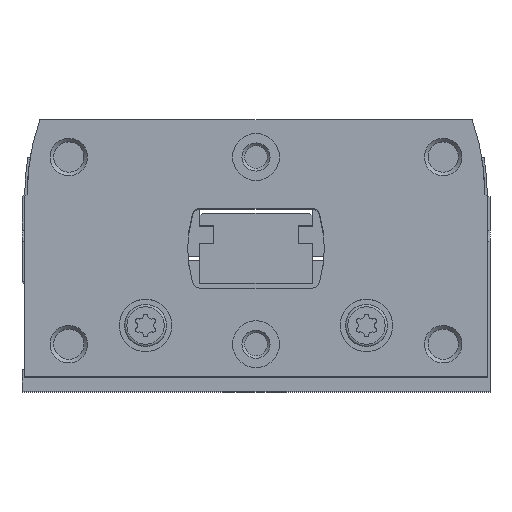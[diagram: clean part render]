
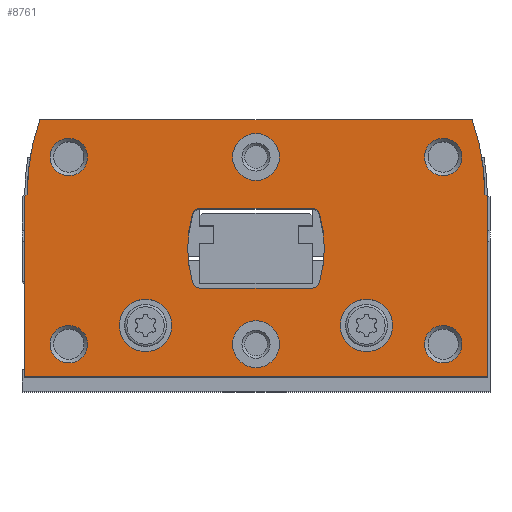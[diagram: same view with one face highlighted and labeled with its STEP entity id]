
A CAD part, top view. The second image highlights one B-rep face of the part: STEP entity #8761.
In plain terms, the highlighted planar face has unit normal (0, 0, 1).
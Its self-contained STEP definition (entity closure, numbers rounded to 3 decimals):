
#403=LINE('',#13563,#889);
#408=LINE('',#13573,#894);
#426=LINE('',#13619,#912);
#432=LINE('',#13631,#918);
#446=LINE('',#13704,#932);
#448=LINE('',#13707,#934);
#449=LINE('',#13735,#935);
#450=LINE('',#13755,#936);
#889=VECTOR('',#11146,1000.);
#894=VECTOR('',#11153,1000.);
#912=VECTOR('',#11189,1000.);
#918=VECTOR('',#11199,1000.);
#932=VECTOR('',#11255,1000.);
#934=VECTOR('',#11259,1000.);
#935=VECTOR('',#11288,1000.);
#936=VECTOR('',#11309,1000.);
#1191=PLANE('',#9509);
#2331=ORIENTED_EDGE('',*,*,#3878,.F.);
#2332=ORIENTED_EDGE('',*,*,#3879,.F.);
#2333=ORIENTED_EDGE('',*,*,#3880,.T.);
#2334=ORIENTED_EDGE('',*,*,#3881,.T.);
#2335=ORIENTED_EDGE('',*,*,#3882,.T.);
#2336=ORIENTED_EDGE('',*,*,#3883,.T.);
#2337=ORIENTED_EDGE('',*,*,#3884,.T.);
#2338=ORIENTED_EDGE('',*,*,#3885,.T.);
#2339=ORIENTED_EDGE('',*,*,#3843,.F.);
#2340=ORIENTED_EDGE('',*,*,#3861,.F.);
#2341=ORIENTED_EDGE('',*,*,#3856,.F.);
#2342=ORIENTED_EDGE('',*,*,#3852,.F.);
#2343=ORIENTED_EDGE('',*,*,#3886,.F.);
#2344=ORIENTED_EDGE('',*,*,#3887,.F.);
#2345=ORIENTED_EDGE('',*,*,#3888,.F.);
#2346=ORIENTED_EDGE('',*,*,#3846,.F.);
#2347=ORIENTED_EDGE('',*,*,#3829,.T.);
#2348=ORIENTED_EDGE('',*,*,#3823,.T.);
#2349=ORIENTED_EDGE('',*,*,#3863,.T.);
#2350=ORIENTED_EDGE('',*,*,#3794,.T.);
#2351=ORIENTED_EDGE('',*,*,#3799,.T.);
#2352=ORIENTED_EDGE('',*,*,#3803,.T.);
#2353=ORIENTED_EDGE('',*,*,#3877,.T.);
#2354=ORIENTED_EDGE('',*,*,#3835,.T.);
#3794=EDGE_CURVE('',#4668,#4667,#403,.T.);
#3799=EDGE_CURVE('',#4667,#4671,#408,.T.);
#3803=EDGE_CURVE('',#4671,#4673,#5217,.T.);
#3823=EDGE_CURVE('',#4688,#4690,#426,.T.);
#3829=EDGE_CURVE('',#4694,#4688,#432,.T.);
#3835=EDGE_CURVE('',#4699,#4694,#5223,.T.);
#3843=EDGE_CURVE('',#4704,#4705,#5227,.T.);
#3846=EDGE_CURVE('',#4705,#4706,#5228,.T.);
#3852=EDGE_CURVE('',#4710,#4711,#5231,.T.);
#3856=EDGE_CURVE('',#4711,#4714,#5233,.T.);
#3861=EDGE_CURVE('',#4714,#4704,#446,.T.);
#3863=EDGE_CURVE('',#4690,#4668,#448,.T.);
#3877=EDGE_CURVE('',#4673,#4699,#449,.T.);
#3878=EDGE_CURVE('',#4730,#4730,#5249,.T.);
#3879=EDGE_CURVE('',#4731,#4731,#5250,.T.);
#3880=EDGE_CURVE('',#4732,#4732,#5251,.T.);
#3881=EDGE_CURVE('',#4733,#4733,#5252,.T.);
#3882=EDGE_CURVE('',#4734,#4734,#5253,.T.);
#3883=EDGE_CURVE('',#4735,#4735,#5254,.T.);
#3884=EDGE_CURVE('',#4736,#4736,#5255,.T.);
#3885=EDGE_CURVE('',#4737,#4737,#5256,.T.);
#3886=EDGE_CURVE('',#4738,#4710,#5257,.T.);
#3887=EDGE_CURVE('',#4739,#4738,#450,.T.);
#3888=EDGE_CURVE('',#4706,#4739,#5258,.T.);
#4667=VERTEX_POINT('',#13562);
#4668=VERTEX_POINT('',#13564);
#4671=VERTEX_POINT('',#13572);
#4673=VERTEX_POINT('',#13579);
#4688=VERTEX_POINT('',#13613);
#4690=VERTEX_POINT('',#13618);
#4694=VERTEX_POINT('',#13629);
#4699=VERTEX_POINT('',#13644);
#4704=VERTEX_POINT('',#13660);
#4705=VERTEX_POINT('',#13662);
#4706=VERTEX_POINT('',#13670);
#4710=VERTEX_POINT('',#13683);
#4711=VERTEX_POINT('',#13685);
#4714=VERTEX_POINT('',#13696);
#4730=VERTEX_POINT('',#13738);
#4731=VERTEX_POINT('',#13740);
#4732=VERTEX_POINT('',#13742);
#4733=VERTEX_POINT('',#13744);
#4734=VERTEX_POINT('',#13746);
#4735=VERTEX_POINT('',#13748);
#4736=VERTEX_POINT('',#13750);
#4737=VERTEX_POINT('',#13752);
#4738=VERTEX_POINT('',#13754);
#4739=VERTEX_POINT('',#13756);
#5217=CIRCLE('',#9464,24.);
#5223=CIRCLE('',#9476,24.);
#5227=CIRCLE('',#9481,0.8);
#5228=CIRCLE('',#9483,13.);
#5231=CIRCLE('',#9487,13.);
#5233=CIRCLE('',#9490,0.8);
#5249=CIRCLE('',#9510,2.8);
#5250=CIRCLE('',#9511,2.8);
#5251=CIRCLE('',#9512,2.5);
#5252=CIRCLE('',#9513,2.5);
#5253=CIRCLE('',#9514,2.);
#5254=CIRCLE('',#9515,2.);
#5255=CIRCLE('',#9516,2.);
#5256=CIRCLE('',#9517,2.);
#5257=CIRCLE('',#9518,0.8);
#5258=CIRCLE('',#9519,0.8);
#5804=EDGE_LOOP('',(#2331));
#5805=EDGE_LOOP('',(#2332));
#5806=EDGE_LOOP('',(#2333));
#5807=EDGE_LOOP('',(#2334));
#5808=EDGE_LOOP('',(#2335));
#5809=EDGE_LOOP('',(#2336));
#5810=EDGE_LOOP('',(#2337));
#5811=EDGE_LOOP('',(#2338));
#5812=EDGE_LOOP('',(#2339,#2340,#2341,#2342,#2343,#2344,#2345,#2346));
#5813=EDGE_LOOP('',(#2347,#2348,#2349,#2350,#2351,#2352,#2353,#2354));
#6486=FACE_BOUND('',#5804,.T.);
#6487=FACE_BOUND('',#5805,.T.);
#6488=FACE_BOUND('',#5806,.T.);
#6489=FACE_BOUND('',#5807,.T.);
#6490=FACE_BOUND('',#5808,.T.);
#6491=FACE_BOUND('',#5809,.T.);
#6492=FACE_BOUND('',#5810,.T.);
#6493=FACE_BOUND('',#5811,.T.);
#6494=FACE_BOUND('',#5812,.T.);
#6495=FACE_BOUND('',#5813,.T.);
#8761=ADVANCED_FACE('',(#6486,#6487,#6488,#6489,#6490,#6491,#6492,#6493,
#6494,#6495),#1191,.T.);
#9464=AXIS2_PLACEMENT_3D('',#13580,#11160,#11161);
#9476=AXIS2_PLACEMENT_3D('',#13643,#11210,#11211);
#9481=AXIS2_PLACEMENT_3D('',#13661,#11223,#11224);
#9483=AXIS2_PLACEMENT_3D('',#13669,#11228,#11229);
#9487=AXIS2_PLACEMENT_3D('',#13684,#11238,#11239);
#9490=AXIS2_PLACEMENT_3D('',#13695,#11245,#11246);
#9509=AXIS2_PLACEMENT_3D('',#13736,#11289,#11290);
#9510=AXIS2_PLACEMENT_3D('',#13737,#11291,#11292);
#9511=AXIS2_PLACEMENT_3D('',#13739,#11293,#11294);
#9512=AXIS2_PLACEMENT_3D('',#13741,#11295,#11296);
#9513=AXIS2_PLACEMENT_3D('',#13743,#11297,#11298);
#9514=AXIS2_PLACEMENT_3D('',#13745,#11299,#11300);
#9515=AXIS2_PLACEMENT_3D('',#13747,#11301,#11302);
#9516=AXIS2_PLACEMENT_3D('',#13749,#11303,#11304);
#9517=AXIS2_PLACEMENT_3D('',#13751,#11305,#11306);
#9518=AXIS2_PLACEMENT_3D('',#13753,#11307,#11308);
#9519=AXIS2_PLACEMENT_3D('',#13757,#11310,#11311);
#11146=DIRECTION('',(0.,1.,0.));
#11153=DIRECTION('',(-0.866,0.5,0.));
#11160=DIRECTION('',(0.,0.,1.));
#11161=DIRECTION('',(1.,0.,0.));
#11189=DIRECTION('',(0.,-1.,0.));
#11199=DIRECTION('',(-0.866,-0.5,0.));
#11210=DIRECTION('',(0.,0.,1.));
#11211=DIRECTION('',(1.,0.,0.));
#11223=DIRECTION('',(0.,0.,1.));
#11224=DIRECTION('',(1.,0.,0.));
#11228=DIRECTION('',(0.,0.,1.));
#11229=DIRECTION('',(1.,0.,0.));
#11238=DIRECTION('',(0.,0.,1.));
#11239=DIRECTION('',(1.,0.,0.));
#11245=DIRECTION('',(0.,0.,1.));
#11246=DIRECTION('',(1.,0.,0.));
#11255=DIRECTION('',(-1.,0.,0.));
#11259=DIRECTION('',(1.,0.,0.));
#11288=DIRECTION('',(-1.,0.,0.));
#11289=DIRECTION('',(0.,0.,1.));
#11290=DIRECTION('',(1.,0.,0.));
#11291=DIRECTION('',(0.,0.,1.));
#11292=DIRECTION('',(1.,0.,0.));
#11293=DIRECTION('',(0.,0.,1.));
#11294=DIRECTION('',(1.,0.,0.));
#11295=DIRECTION('',(0.,0.,-1.));
#11296=DIRECTION('',(-1.,0.,0.));
#11297=DIRECTION('',(0.,0.,-1.));
#11298=DIRECTION('',(-1.,0.,0.));
#11299=DIRECTION('',(0.,0.,-1.));
#11300=DIRECTION('',(-1.,0.,0.));
#11301=DIRECTION('',(0.,0.,-1.));
#11302=DIRECTION('',(-1.,0.,0.));
#11303=DIRECTION('',(0.,0.,-1.));
#11304=DIRECTION('',(-1.,0.,0.));
#11305=DIRECTION('',(0.,0.,-1.));
#11306=DIRECTION('',(-1.,0.,0.));
#11307=DIRECTION('',(0.,0.,1.));
#11308=DIRECTION('',(1.,0.,0.));
#11309=DIRECTION('',(1.,0.,0.));
#11310=DIRECTION('',(0.,0.,1.));
#11311=DIRECTION('',(1.,0.,0.));
#13562=CARTESIAN_POINT('',(24.75,19.327,0.));
#13563=CARTESIAN_POINT('',(24.75,0.,0.));
#13564=CARTESIAN_POINT('',(24.75,0.,0.));
#13572=CARTESIAN_POINT('',(24.45,19.5,0.));
#13573=CARTESIAN_POINT('',(24.75,19.327,0.));
#13579=CARTESIAN_POINT('',(23.077,27.5,0.));
#13580=CARTESIAN_POINT('',(0.45,19.5,0.));
#13613=CARTESIAN_POINT('',(-24.75,19.327,0.));
#13618=CARTESIAN_POINT('',(-24.75,0.,0.));
#13619=CARTESIAN_POINT('',(-24.75,19.327,0.));
#13629=CARTESIAN_POINT('',(-24.45,19.5,0.));
#13631=CARTESIAN_POINT('',(-24.45,19.5,0.));
#13643=CARTESIAN_POINT('',(-0.45,19.5,0.));
#13644=CARTESIAN_POINT('',(-23.077,27.5,0.));
#13660=CARTESIAN_POINT('',(-6.002,18.,0.));
#13661=CARTESIAN_POINT('',(-6.002,17.2,0.));
#13662=CARTESIAN_POINT('',(-6.769,17.426,0.));
#13669=CARTESIAN_POINT('',(5.7,13.75,0.));
#13670=CARTESIAN_POINT('',(-6.769,10.074,0.));
#13683=CARTESIAN_POINT('',(6.769,10.074,0.));
#13684=CARTESIAN_POINT('',(-5.7,13.75,0.));
#13685=CARTESIAN_POINT('',(6.769,17.426,0.));
#13695=CARTESIAN_POINT('',(6.002,17.2,0.));
#13696=CARTESIAN_POINT('',(6.002,18.,0.));
#13704=CARTESIAN_POINT('',(6.002,18.,0.));
#13707=CARTESIAN_POINT('',(-24.75,0.,0.));
#13735=CARTESIAN_POINT('',(23.077,27.5,0.));
#13736=CARTESIAN_POINT('',(0.45,19.5,0.));
#13737=CARTESIAN_POINT('',(-11.8,5.5,0.));
#13738=CARTESIAN_POINT('',(-9.,5.5,0.));
#13739=CARTESIAN_POINT('',(11.8,5.5,0.));
#13740=CARTESIAN_POINT('',(14.6,5.5,0.));
#13741=CARTESIAN_POINT('',(0.,3.5,0.));
#13742=CARTESIAN_POINT('',(-2.5,3.5,0.));
#13743=CARTESIAN_POINT('',(0.,23.5,0.));
#13744=CARTESIAN_POINT('',(-2.5,23.5,0.));
#13745=CARTESIAN_POINT('',(20.,3.5,0.));
#13746=CARTESIAN_POINT('',(18.,3.5,0.));
#13747=CARTESIAN_POINT('',(-20.,3.5,0.));
#13748=CARTESIAN_POINT('',(-22.,3.5,0.));
#13749=CARTESIAN_POINT('',(-20.,23.5,0.));
#13750=CARTESIAN_POINT('',(-22.,23.5,0.));
#13751=CARTESIAN_POINT('',(20.,23.5,0.));
#13752=CARTESIAN_POINT('',(18.,23.5,0.));
#13753=CARTESIAN_POINT('',(6.002,10.3,0.));
#13754=CARTESIAN_POINT('',(6.002,9.5,0.));
#13755=CARTESIAN_POINT('',(-6.002,9.5,0.));
#13756=CARTESIAN_POINT('',(-6.002,9.5,0.));
#13757=CARTESIAN_POINT('',(-6.002,10.3,0.));
